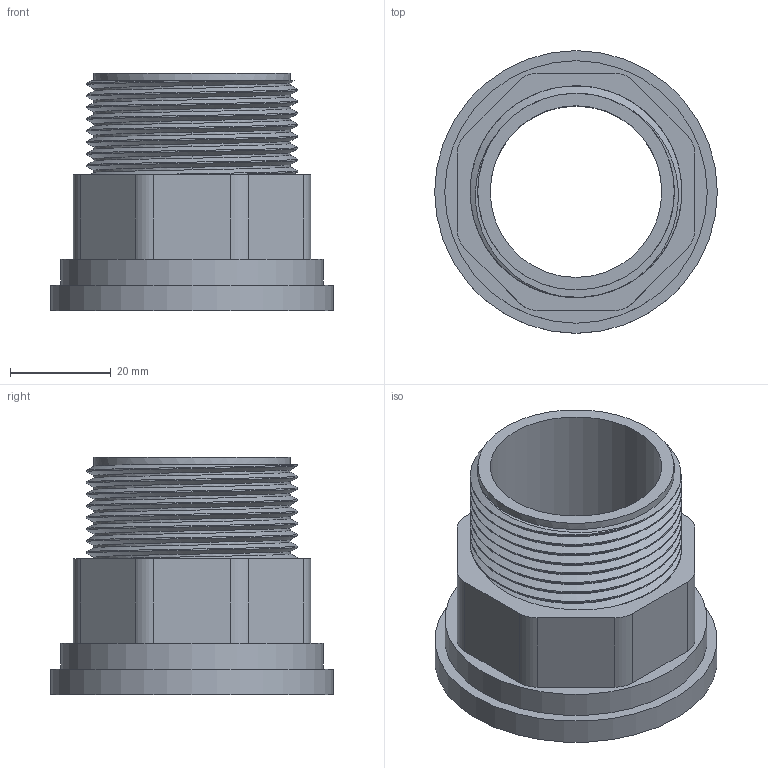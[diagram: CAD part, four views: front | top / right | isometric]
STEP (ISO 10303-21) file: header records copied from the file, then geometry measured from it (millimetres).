
FILE_DESCRIPTION(/* description */ (''),/* implementation_level */ '2;1');
FILE_NAME(/* name */ 'EF0612.000.040.step',/* time_stamp */ '2026-01-07T10:28:37+01:00',/* author */ (''),/* organization */ (''),/* preprocessor_version */ 'ST-DEVELOPER v20.1',/* originating_system */ 'Autodesk Translation Framework v14.21.0.0',/* authorisation */ '');
FILE_SCHEMA (('AUTOMOTIVE_DESIGN { 1 0 10303 214 3 1 1 }'));
Length unit declared in the file: millimetre
Products named in the file (1): 2026-01-07-08-53-48-173
Bounding box: 56 x 56 x 47.1 mm (x, y, z)
Volume: 36784.2 mm3; surface area: 16832.2 mm2
Topology: 1 solids, 1 shells, 45 faces, 120 edges, 80 vertices
Faces by surface type: cylinder 29, plane 14, bspline 2
Full cylindrical faces by diameter (mm): 34 x1, 38.952 x8, 41.91 x7, 52 x1, 56 x1
Entity records: 7424 total; most frequent: CARTESIAN_POINT 6317, ORIENTED_EDGE 240, DIRECTION 196, EDGE_CURVE 120, VERTEX_POINT 80, AXIS2_PLACEMENT_3D 72, LINE 52, VECTOR 52
